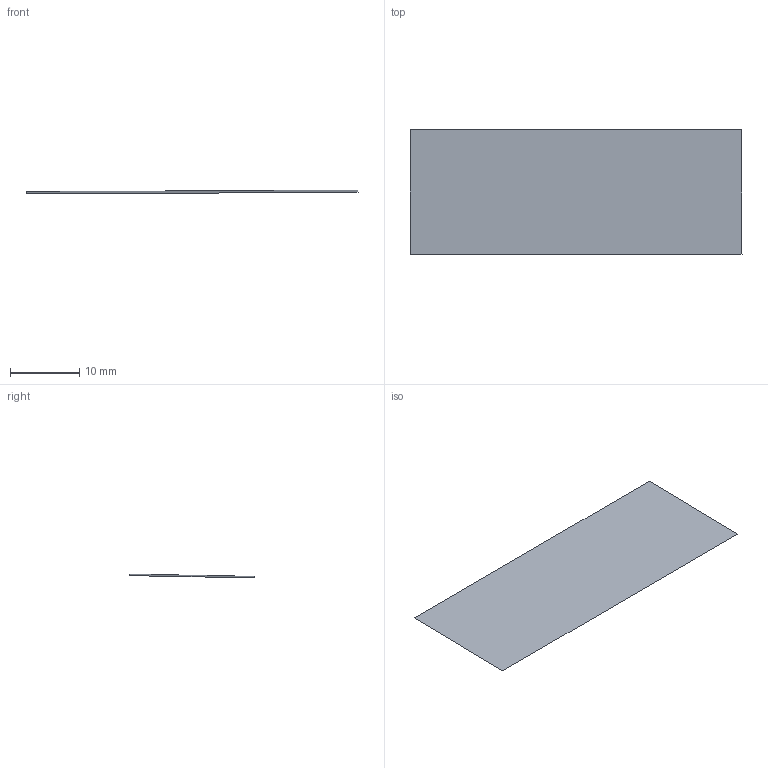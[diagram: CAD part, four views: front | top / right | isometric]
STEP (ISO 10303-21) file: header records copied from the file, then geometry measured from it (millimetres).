
FILE_DESCRIPTION(('STEP AP214'),'1');
FILE_NAME('Kurve_Step.stp','2021-07-21T13:37:36',(' '),(' '),'Spatial InterOp 3D',' ',' ');
FILE_SCHEMA(('automotive_design'));
Length unit declared in the file: millimetre
Products named in the file (2): 1; 2
Bounding box: 47.89 x 18.02 x 0.55 mm (x, y, z)
Surface area: 863.1 mm2 (no closed solid volume)
Topology: 0 solids, 1 shells, 1 faces, 7 edges, 10 vertices
Faces by surface type: plane 1
Entity records: 6859 total; most frequent: CARTESIAN_POINT 6761, DIRECTION 10, ORIENTED_EDGE 4, EDGE_CURVE 4, VERTEX_POINT 4, LINE 4, VECTOR 4, STYLED_ITEM 3
